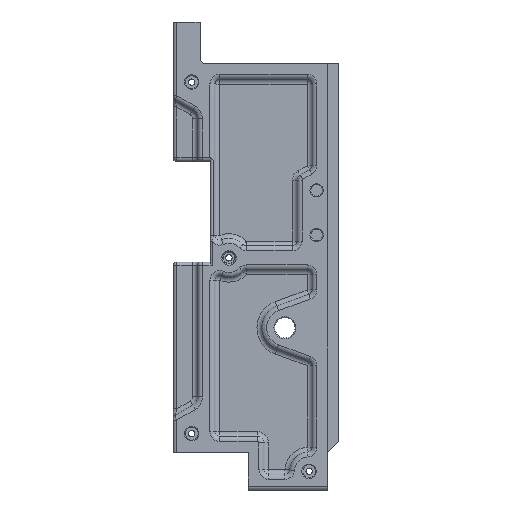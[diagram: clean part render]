
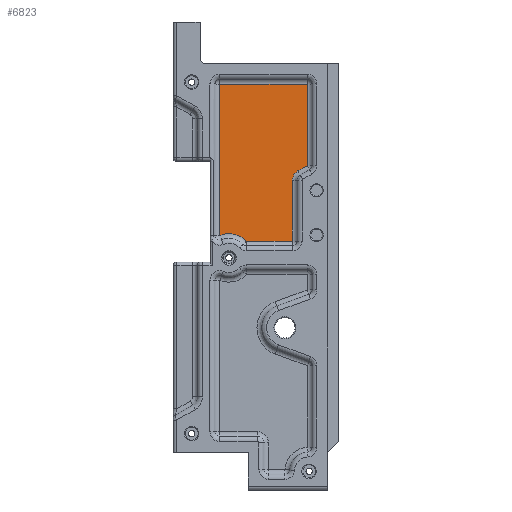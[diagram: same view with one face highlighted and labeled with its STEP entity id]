
A CAD part, top view. The second image highlights one B-rep face of the part: STEP entity #6823.
In plain terms, the highlighted planar face has unit normal (0, 0, 1).
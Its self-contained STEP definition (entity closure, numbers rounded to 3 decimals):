
#638=CIRCLE('',#7301,6.);
#661=CIRCLE('',#7346,13.);
#1060=FACE_OUTER_BOUND('',#1490,.T.);
#1490=EDGE_LOOP('',(#6218,#6219,#6220,#6221,#6222,#6223,#6224,#6225));
#2075=LINE('',#12593,#2662);
#2076=LINE('',#12602,#2663);
#2077=LINE('',#12608,#2664);
#2078=LINE('',#12614,#2665);
#2083=LINE('',#12655,#2670);
#2084=LINE('',#12666,#2671);
#2662=VECTOR('',#8828,10.);
#2663=VECTOR('',#8841,10.);
#2664=VECTOR('',#8850,10.);
#2665=VECTOR('',#8859,10.);
#2670=VECTOR('',#8924,10.);
#2671=VECTOR('',#8943,10.);
#3291=VERTEX_POINT('',#12590);
#3292=VERTEX_POINT('',#12592);
#3293=VERTEX_POINT('',#12596);
#3294=VERTEX_POINT('',#12600);
#3295=VERTEX_POINT('',#12606);
#3296=VERTEX_POINT('',#12612);
#3302=VERTEX_POINT('',#12654);
#3303=VERTEX_POINT('',#12660);
#4248=EDGE_CURVE('',#3291,#3292,#2075,.T.);
#4251=EDGE_CURVE('',#3293,#3291,#638,.T.);
#4253=EDGE_CURVE('',#3294,#3293,#2076,.T.);
#4256=EDGE_CURVE('',#3295,#3294,#2077,.T.);
#4259=EDGE_CURVE('',#3296,#3295,#2078,.T.);
#4279=EDGE_CURVE('',#3292,#3302,#2083,.T.);
#4282=EDGE_CURVE('',#3302,#3303,#661,.T.);
#4285=EDGE_CURVE('',#3303,#3296,#2084,.T.);
#6218=ORIENTED_EDGE('',*,*,#4256,.F.);
#6219=ORIENTED_EDGE('',*,*,#4259,.F.);
#6220=ORIENTED_EDGE('',*,*,#4285,.F.);
#6221=ORIENTED_EDGE('',*,*,#4282,.F.);
#6222=ORIENTED_EDGE('',*,*,#4279,.F.);
#6223=ORIENTED_EDGE('',*,*,#4248,.F.);
#6224=ORIENTED_EDGE('',*,*,#4251,.F.);
#6225=ORIENTED_EDGE('',*,*,#4253,.F.);
#6432=PLANE('',#7354);
#6823=ADVANCED_FACE('',(#1060),#6432,.T.);
#7301=AXIS2_PLACEMENT_3D('',#12598,#8835,#8836);
#7346=AXIS2_PLACEMENT_3D('',#12661,#8933,#8934);
#7354=AXIS2_PLACEMENT_3D('',#12670,#8950,#8951);
#8828=DIRECTION('',(0.,-1.,0.));
#8835=DIRECTION('center_axis',(0.,0.,1.));
#8836=DIRECTION('ref_axis',(-0.866,0.5,0.));
#8841=DIRECTION('',(-0.866,-0.5,0.));
#8850=DIRECTION('',(0.,-1.,0.));
#8859=DIRECTION('',(1.,0.,0.));
#8924=DIRECTION('',(-1.,0.,0.));
#8933=DIRECTION('center_axis',(0.,0.,1.));
#8934=DIRECTION('ref_axis',(0.204,0.979,0.));
#8943=DIRECTION('',(0.,1.,0.));
#8950=DIRECTION('center_axis',(0.,0.,1.));
#8951=DIRECTION('ref_axis',(1.,0.,0.));
#12590=CARTESIAN_POINT('',(-205.,-111.554,3.));
#12592=CARTESIAN_POINT('',(-205.,-144.,3.));
#12593=CARTESIAN_POINT('',(-205.,-137.339,3.));
#12596=CARTESIAN_POINT('',(-202.,-106.358,3.));
#12598=CARTESIAN_POINT('Origin',(-199.,-111.554,3.));
#12600=CARTESIAN_POINT('',(-197.,-103.471,3.));
#12602=CARTESIAN_POINT('',(-221.887,-117.84,3.));
#12606=CARTESIAN_POINT('',(-197.,-59.75,3.));
#12608=CARTESIAN_POINT('',(-197.,-111.438,3.));
#12612=CARTESIAN_POINT('',(-244.,-59.75,3.));
#12614=CARTESIAN_POINT('',(-236.463,-59.75,3.));
#12654=CARTESIAN_POINT('',(-229.619,-144.,3.));
#12655=CARTESIAN_POINT('',(-216.963,-144.,3.));
#12660=CARTESIAN_POINT('',(-244.,-141.,3.));
#12661=CARTESIAN_POINT('Origin',(-239.,-153.,3.));
#12666=CARTESIAN_POINT('',(-244.,-152.063,3.));
#12670=CARTESIAN_POINT('Origin',(-228.925,-163.125,3.));
